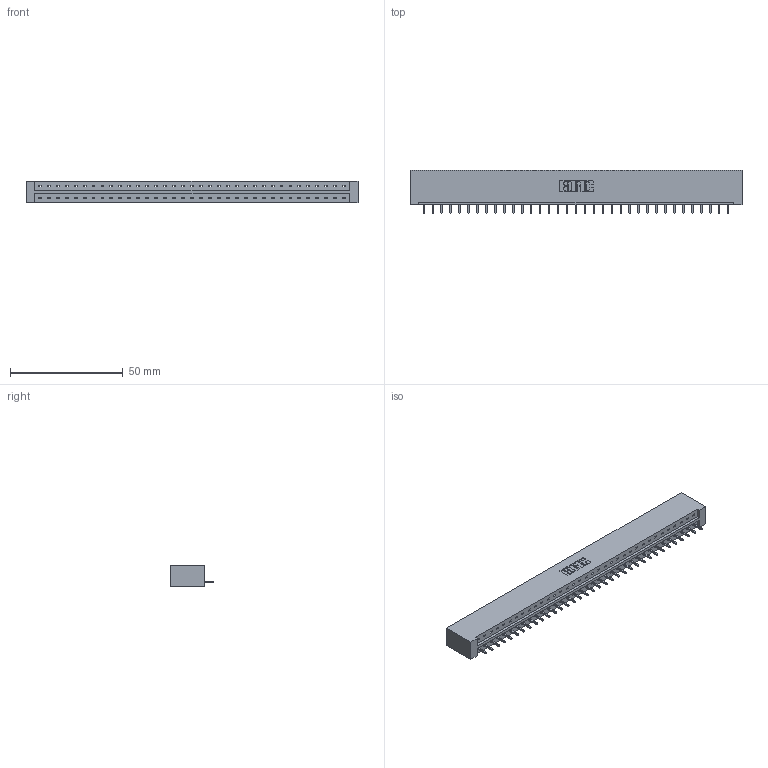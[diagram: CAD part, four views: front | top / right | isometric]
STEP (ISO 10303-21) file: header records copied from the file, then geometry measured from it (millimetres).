
FILE_DESCRIPTION (( 'STEP AP203' ), '1' );
FILE_NAME ('833-035-521-101.STEP', '2020-06-03T00:10:55', ( '' ), ( '' ), 'SwSTEP 2.0', 'SolidWorks 2020', '' );
FILE_SCHEMA (( 'CONFIG_CONTROL_DESIGN' ));
Length unit declared in the file: inch
Products named in the file (3): 345-292-001_345-293-121; 833-035-521-101; 833 Part_Lugless
Assembly tree (36 placements, depth 2):
  833-035-521-101
    833 Part_Lugless
    345-292-001_345-293-121  x35
Bounding box: 146.94 x 19.06 x 9.4 mm (x, y, z)
Volume: 15239.2 mm3; surface area: 15986.3 mm2
Topology: 36 solids, 36 shells, 2136 faces, 6447 edges, 4250 vertices
Faces by surface type: plane 1536, cylinder 600
Entity records: 22043 total; most frequent: CARTESIAN_POINT 3811, ORIENTED_EDGE 3782, DIRECTION 3221, EDGE_CURVE 1891, LINE 1771, VECTOR 1771, VERTEX_POINT 1258, AXIS2_PLACEMENT_3D 725
